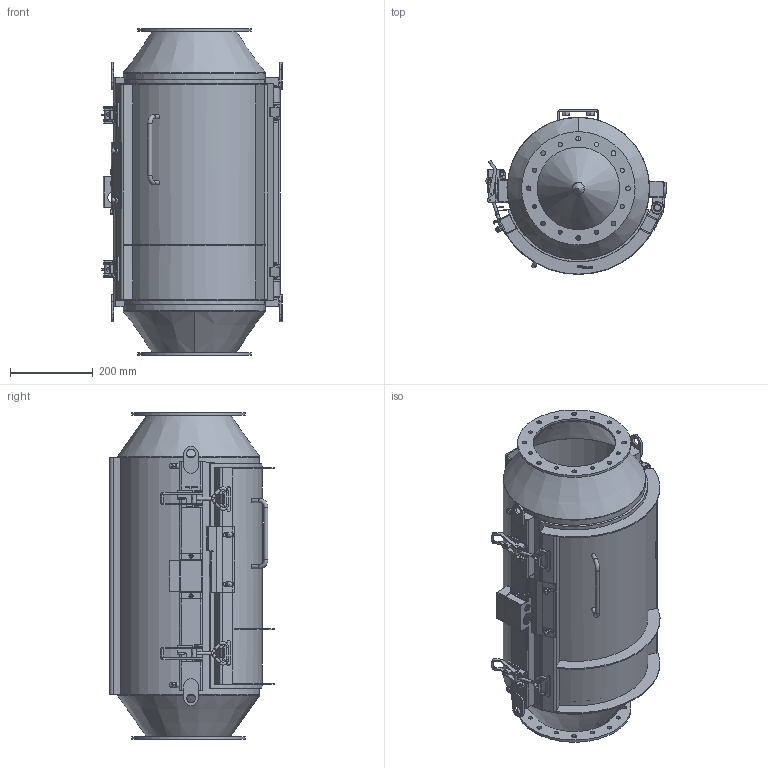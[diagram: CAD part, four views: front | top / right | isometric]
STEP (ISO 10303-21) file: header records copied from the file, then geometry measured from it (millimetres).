
FILE_DESCRIPTION(/* description */ (''),/* implementation_level */ '2;1');
FILE_NAME(/* name */ 'SPPE000162.stp',/* time_stamp */ '2018-07-27T13:56:13+02:00',/* author */ ('pw'),/* organization */ (''),/* preprocessor_version */ 'ST-DEVELOPER v16.5',/* originating_system */ 'Autodesk Inventor 2017',/* authorisation */ '');
FILE_SCHEMA (('AUTOMOTIVE_DESIGN { 1 0 10303 214 3 1 1 }'));
Length unit declared in the file: millimetre
Products named in the file (1): SPPE000162
Bounding box: 436.85 x 398.9 x 791.7 mm (x, y, z)
Volume: 2943251.2 mm3; surface area: 2947007.9 mm2
Topology: 22 solids, 27 shells, 3001 faces, 7920 edges, 5149 vertices
Faces by surface type: plane 1399, bspline 1110, cylinder 363, cone 100, torus 24, sphere 5
Full cylindrical faces by diameter (mm): 1.7 x6, 2.459 x2, 3 x4, 3.242 x2, 4 x8, 4.917 x3, 6 x6, 6.3 x2, 6.6 x3, 6.647 x4, 7 x10, 8 x6, 8.2 x2, 10 x25, 10.106 x4, 11 x1, 11.5 x16, 12 x2, 12.5 x5, 13 x3, 13.5 x4, 15.2 x4, 16 x6, 16.1 x1, 16.2 x4, 16.5 x2, 19 x2, 21 x4, 24 x1, 28 x2
Entity records: 100969 total; most frequent: CARTESIAN_POINT 32399, ORIENTED_EDGE 15220, DIRECTION 9808, EDGE_CURVE 7577, VERTEX_POINT 5060, LINE 4262, VECTOR 4262, EDGE_LOOP 3675
